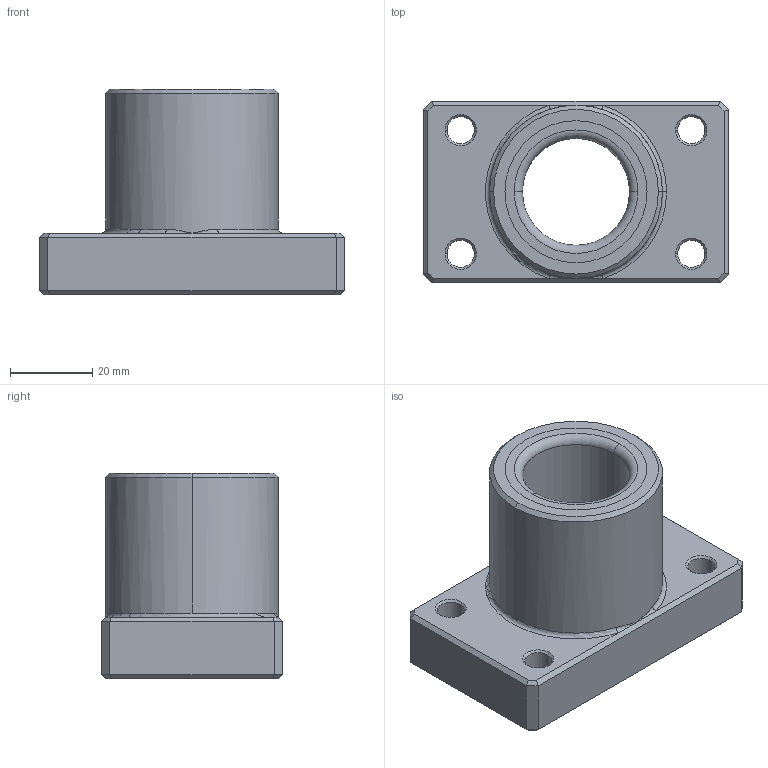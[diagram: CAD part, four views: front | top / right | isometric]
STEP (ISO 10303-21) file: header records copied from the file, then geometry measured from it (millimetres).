
FILE_DESCRIPTION (( 'STEP AP214' ), '1' );
FILE_NAME ('SAB-D20.STEP', '2021-09-19T05:54:52', ( 'User' ), ( 'china' ), 'SwSTEP 2.0', 'SolidWorks 2016', '' );
FILE_SCHEMA (( 'AUTOMOTIVE_DESIGN' ));
Length unit declared in the file: millimetre
Products named in the file (3): SAB-D20傍杶; SAB-D20
Assembly tree (2 placements, depth 2):
  SAB-D20
    SAB-D20
    SAB-D20傍杶
Bounding box: 74 x 44 x 50 mm (x, y, z)
Volume: 67713.3 mm3; surface area: 28584.6 mm2
Topology: 2 solids, 2 shells, 97 faces, 230 edges, 135 vertices
Faces by surface type: plane 40, cylinder 26, cone 20, torus 7, bspline 4
Entity records: 2996 total; most frequent: CARTESIAN_POINT 615, DIRECTION 508, ORIENTED_EDGE 452, EDGE_CURVE 226, AXIS2_PLACEMENT_3D 188, VERTEX_POINT 135, VECTOR 132, LINE 132
